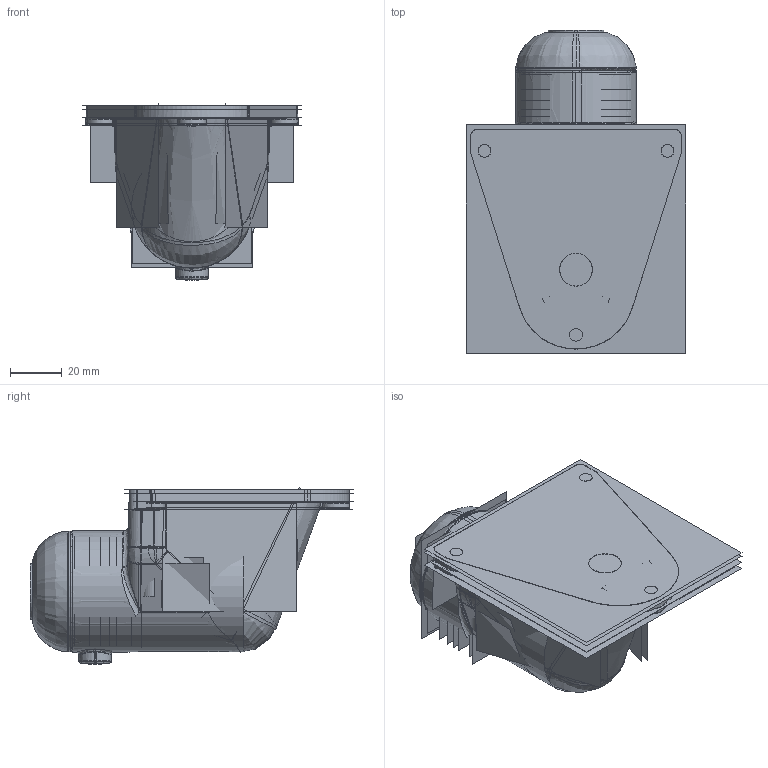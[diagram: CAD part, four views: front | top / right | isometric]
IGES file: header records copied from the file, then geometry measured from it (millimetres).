
Start section:  PTC IGES file: 157546.igs
Global section: file name: 157546.igs; native system: Creo Parametric by Parametric Technology Corporation; preprocessor: 2013230; author: pdmadmin; organization: Unknown; date: 20150903.111750; units: millimetre
Bounding box: 85.31 x 125.44 x 68.38 mm (x, y, z)
Volume: 98475.8 mm3; surface area: 396409.6 mm2
Topology: 9 solids, 9 shells, 836 faces, 4483 edges, 5906 vertices
Faces by surface type: revolution 526, bspline 294, extrusion 16
